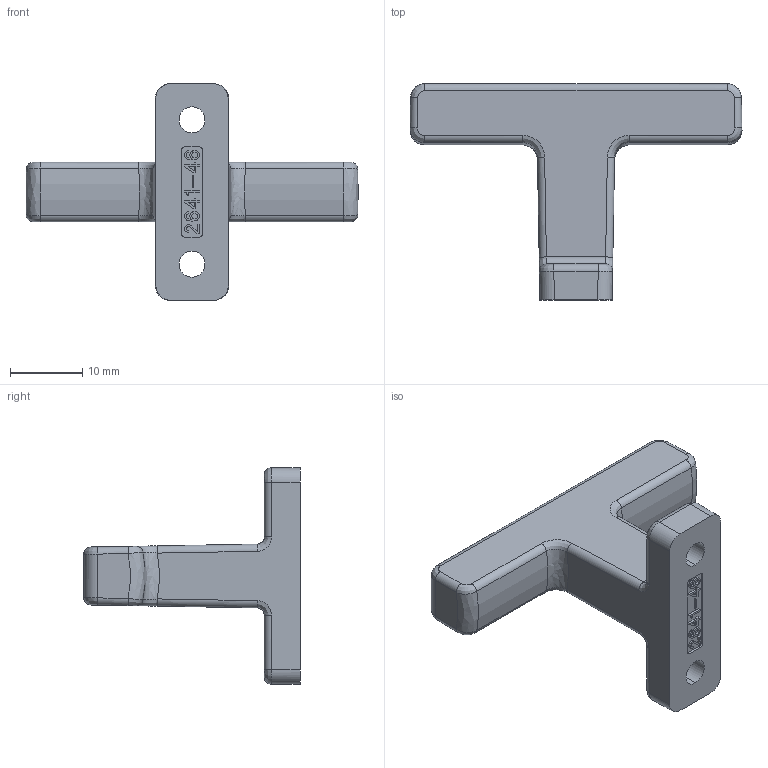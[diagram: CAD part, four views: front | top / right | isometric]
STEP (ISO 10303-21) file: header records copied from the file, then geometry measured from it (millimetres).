
FILE_DESCRIPTION(('Creo Elements/Direct Modeling STEP Export'),'2;1');
FILE_NAME('2641-43.stp','2024-01-22T10:19:08',(''),(''),'Creo Elements/Direct Modeling STEP processor for AP214 (Solid Model)','Creo Elements/Direct Modeling 20.0 12-Nov-2016 (C) Parametric Technology GmbH','');
FILE_SCHEMA(('AUTOMOTIVE_DESIGN { 1 0 10303 214 1 1 1 1 }'));
Length unit declared in the file: millimetre
Products named in the file (2): ZN-12245
Assembly tree (1 placements, depth 2):
  ZN-12245
    ZN-12245
Bounding box: 46.01 x 30 x 30 mm (x, y, z)
Volume: 5853.4 mm3; surface area: 2986.4 mm2
Topology: 1 solids, 1 shells, 346 faces, 952 edges, 620 vertices
Faces by surface type: plane 276, cylinder 42, bspline 24, cone 4
Entity records: 13353 total; most frequent: CARTESIAN_POINT 4876, ORIENTED_EDGE 1904, DIRECTION 1504, EDGE_CURVE 952, VECTOR 832, LINE 832, VERTEX_POINT 620, EDGE_LOOP 362
